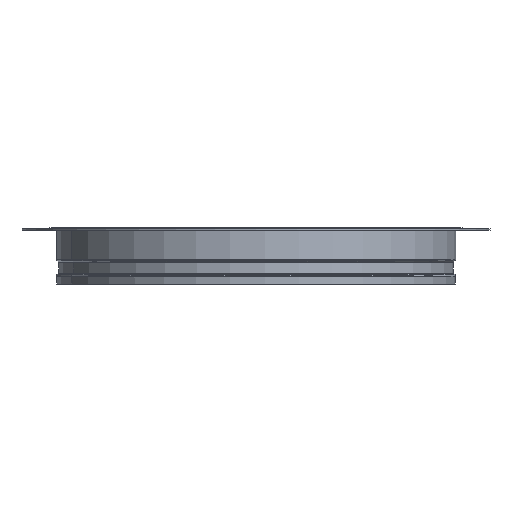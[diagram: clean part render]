
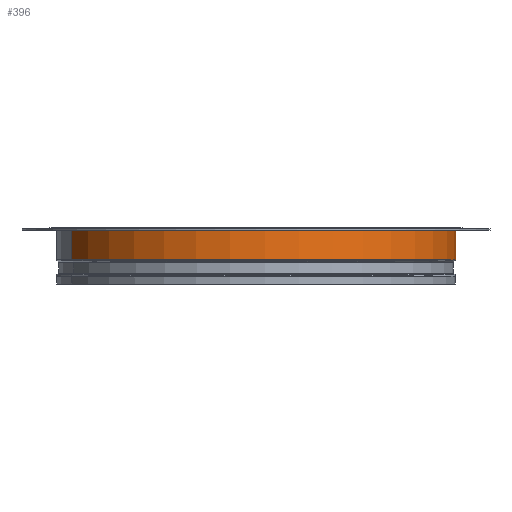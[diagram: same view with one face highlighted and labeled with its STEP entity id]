
A CAD part, front view. The second image highlights one B-rep face of the part: STEP entity #396.
In plain terms, the highlighted cylindrical face has radius 198.5 mm (diameter 397 mm), a partial arc.
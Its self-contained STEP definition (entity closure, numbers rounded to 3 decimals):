
#98 = CARTESIAN_POINT ( 'NONE',  ( 0., -31.658, 198.5 ) ) ;
#204 = EDGE_LOOP ( 'NONE', ( #1076, #1876, #1935, #608 ) ) ;
#206 = CARTESIAN_POINT ( 'NONE',  ( 0., -55.8, 198.5 ) ) ;
#260 = CYLINDRICAL_SURFACE ( 'NONE', #2118, 198.5 ) ;
#306 = VECTOR ( 'NONE', #1964, 1000. ) ;
#331 = EDGE_CURVE ( 'NONE', #664, #472, #2124, .T. ) ;
#334 = CARTESIAN_POINT ( 'NONE',  ( 0., -31.658, 0. ) ) ;
#396 = ADVANCED_FACE ( 'NONE', ( #1812 ), #260, .T. ) ;
#461 = DIRECTION ( 'NONE',  ( 0., -1., 0. ) ) ;
#472 = VERTEX_POINT ( 'NONE', #1897 ) ;
#496 = CARTESIAN_POINT ( 'NONE',  ( 0., -1.6, 198.5 ) ) ;
#520 = AXIS2_PLACEMENT_3D ( 'NONE', #1401, #521, #1044 ) ;
#521 = DIRECTION ( 'NONE',  ( 0., -1., 0. ) ) ;
#608 = ORIENTED_EDGE ( 'NONE', *, *, #331, .F. ) ;
#621 = AXIS2_PLACEMENT_3D ( 'NONE', #334, #1743, #1752 ) ;
#656 = DIRECTION ( 'NONE',  ( 0., 0., -1. ) ) ;
#664 = VERTEX_POINT ( 'NONE', #1251 ) ;
#1044 = DIRECTION ( 'NONE',  ( 0., 0., -1. ) ) ;
#1070 = VERTEX_POINT ( 'NONE', #496 ) ;
#1076 = ORIENTED_EDGE ( 'NONE', *, *, #2062, .T. ) ;
#1182 = CARTESIAN_POINT ( 'NONE',  ( 0., -55.8, 0. ) ) ;
#1199 = VERTEX_POINT ( 'NONE', #98 ) ;
#1207 = DIRECTION ( 'NONE',  ( 0., -1., 0. ) ) ;
#1218 = CIRCLE ( 'NONE', #520, 198.5 ) ;
#1251 = CARTESIAN_POINT ( 'NONE',  ( 0., -1.6, -198.5 ) ) ;
#1401 = CARTESIAN_POINT ( 'NONE',  ( 0., -1.6, 0. ) ) ;
#1545 = EDGE_CURVE ( 'NONE', #472, #1199, #1699, .T. ) ;
#1699 = CIRCLE ( 'NONE', #621, 198.5 ) ;
#1730 = VECTOR ( 'NONE', #461, 1000. ) ;
#1743 = DIRECTION ( 'NONE',  ( 0., -1., 0. ) ) ;
#1752 = DIRECTION ( 'NONE',  ( 0., 0., -1. ) ) ;
#1812 = FACE_OUTER_BOUND ( 'NONE', #204, .T. ) ;
#1876 = ORIENTED_EDGE ( 'NONE', *, *, #2237, .T. ) ;
#1897 = CARTESIAN_POINT ( 'NONE',  ( 0., -31.658, -198.5 ) ) ;
#1935 = ORIENTED_EDGE ( 'NONE', *, *, #1545, .F. ) ;
#1964 = DIRECTION ( 'NONE',  ( 0., -1., 0. ) ) ;
#2024 = CARTESIAN_POINT ( 'NONE',  ( 0., -55.8, -198.5 ) ) ;
#2062 = EDGE_CURVE ( 'NONE', #664, #1070, #1218, .T. ) ;
#2067 = LINE ( 'NONE', #206, #306 ) ;
#2118 = AXIS2_PLACEMENT_3D ( 'NONE', #1182, #1207, #656 ) ;
#2124 = LINE ( 'NONE', #2024, #1730 ) ;
#2237 = EDGE_CURVE ( 'NONE', #1070, #1199, #2067, .T. ) ;
